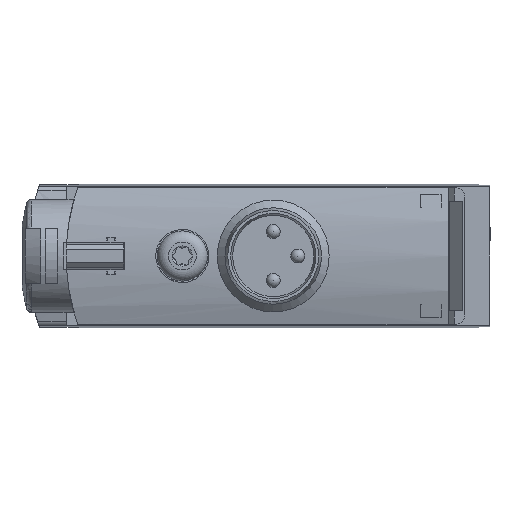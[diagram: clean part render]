
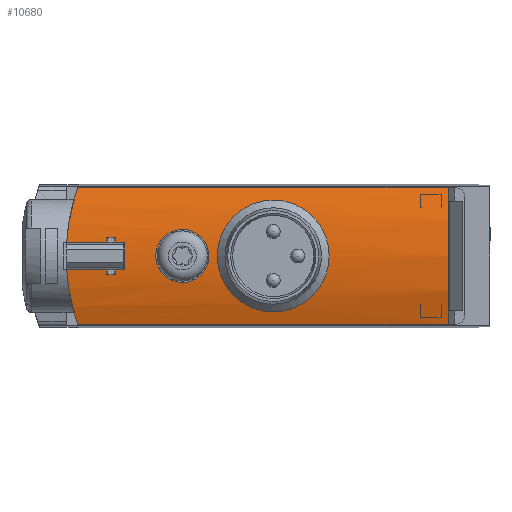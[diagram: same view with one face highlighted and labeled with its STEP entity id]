
A CAD part, left-side view. The second image highlights one B-rep face of the part: STEP entity #10680.
In plain terms, the highlighted cylindrical face has radius 15 mm (diameter 30 mm), a partial arc.
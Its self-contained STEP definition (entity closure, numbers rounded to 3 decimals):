
#518=B_SPLINE_CURVE_WITH_KNOTS('',3,(#18692,#18693,#18694,#18695,#18696,
#18697,#18698,#18699,#18700,#18701,#18702),.UNSPECIFIED.,.T.,.F.,(1,1,1,
1,1,1,1,1,1,1,1,1,1,1,1),(-0.004,-0.003,-0.001,
0.,0.001,0.003,0.004,0.006,
0.007,0.009,0.01,0.012,
0.013,0.015,0.016),.UNSPECIFIED.);
#519=B_SPLINE_CURVE_WITH_KNOTS('',3,(#18736,#18737,#18738,#18739,#18740,
#18741,#18742,#18743,#18744,#18745,#18746),.UNSPECIFIED.,.T.,.F.,(1,1,1,
1,1,1,1,1,1,1,1,1,1,1,1),(-0.008,-0.006,-0.003,
0.,0.003,0.006,0.008,0.011,
0.014,0.017,0.02,0.023,
0.025,0.028,0.031),.UNSPECIFIED.);
#566=ELLIPSE('',#13123,21.213,15.);
#567=ELLIPSE('',#13129,21.213,15.);
#1260=LINE('',#18704,#2351);
#1261=LINE('',#18709,#2352);
#1262=LINE('',#18713,#2353);
#1263=LINE('',#18717,#2354);
#1264=LINE('',#18721,#2355);
#1265=LINE('',#18725,#2356);
#1266=LINE('',#18729,#2357);
#1267=LINE('',#18733,#2358);
#2351=VECTOR('',#15428,1000.);
#2352=VECTOR('',#15431,1000.);
#2353=VECTOR('',#15434,1000.);
#2354=VECTOR('',#15437,1000.);
#2355=VECTOR('',#15440,1000.);
#2356=VECTOR('',#15443,1000.);
#2357=VECTOR('',#15446,1000.);
#2358=VECTOR('',#15449,1000.);
#4686=ORIENTED_EDGE('',*,*,#6789,.F.);
#4687=ORIENTED_EDGE('',*,*,#6790,.F.);
#4688=ORIENTED_EDGE('',*,*,#6791,.T.);
#4689=ORIENTED_EDGE('',*,*,#6792,.T.);
#4690=ORIENTED_EDGE('',*,*,#6793,.T.);
#4691=ORIENTED_EDGE('',*,*,#6794,.T.);
#4692=ORIENTED_EDGE('',*,*,#6795,.T.);
#4693=ORIENTED_EDGE('',*,*,#6796,.T.);
#4694=ORIENTED_EDGE('',*,*,#6797,.T.);
#4695=ORIENTED_EDGE('',*,*,#6798,.T.);
#4696=ORIENTED_EDGE('',*,*,#6799,.T.);
#4697=ORIENTED_EDGE('',*,*,#6800,.T.);
#4698=ORIENTED_EDGE('',*,*,#6801,.T.);
#4699=ORIENTED_EDGE('',*,*,#6802,.T.);
#4700=ORIENTED_EDGE('',*,*,#6803,.T.);
#4701=ORIENTED_EDGE('',*,*,#6804,.T.);
#4702=ORIENTED_EDGE('',*,*,#6805,.T.);
#4703=ORIENTED_EDGE('',*,*,#6806,.F.);
#6789=EDGE_CURVE('',#8015,#8015,#518,.T.);
#6790=EDGE_CURVE('',#8016,#8017,#1260,.T.);
#6791=EDGE_CURVE('',#8016,#8018,#566,.T.);
#6792=EDGE_CURVE('',#8018,#8019,#1261,.T.);
#6793=EDGE_CURVE('',#8019,#8020,#8620,.F.);
#6794=EDGE_CURVE('',#8020,#8021,#1262,.T.);
#6795=EDGE_CURVE('',#8021,#8022,#8621,.F.);
#6796=EDGE_CURVE('',#8022,#8023,#1263,.T.);
#6797=EDGE_CURVE('',#8023,#8024,#8622,.F.);
#6798=EDGE_CURVE('',#8024,#8025,#1264,.F.);
#6799=EDGE_CURVE('',#8025,#8026,#8623,.F.);
#6800=EDGE_CURVE('',#8026,#8027,#1265,.F.);
#6801=EDGE_CURVE('',#8027,#8028,#8624,.F.);
#6802=EDGE_CURVE('',#8028,#8029,#1266,.F.);
#6803=EDGE_CURVE('',#8029,#8030,#567,.T.);
#6804=EDGE_CURVE('',#8030,#8031,#1267,.T.);
#6805=EDGE_CURVE('',#8031,#8017,#8625,.T.);
#6806=EDGE_CURVE('',#8032,#8032,#519,.T.);
#8015=VERTEX_POINT('',#18703);
#8016=VERTEX_POINT('',#18705);
#8017=VERTEX_POINT('',#18706);
#8018=VERTEX_POINT('',#18708);
#8019=VERTEX_POINT('',#18710);
#8020=VERTEX_POINT('',#18712);
#8021=VERTEX_POINT('',#18714);
#8022=VERTEX_POINT('',#18716);
#8023=VERTEX_POINT('',#18718);
#8024=VERTEX_POINT('',#18720);
#8025=VERTEX_POINT('',#18722);
#8026=VERTEX_POINT('',#18724);
#8027=VERTEX_POINT('',#18726);
#8028=VERTEX_POINT('',#18728);
#8029=VERTEX_POINT('',#18730);
#8030=VERTEX_POINT('',#18732);
#8031=VERTEX_POINT('',#18734);
#8032=VERTEX_POINT('',#18747);
#8620=CIRCLE('',#13124,15.);
#8621=CIRCLE('',#13125,15.);
#8622=CIRCLE('',#13126,15.);
#8623=CIRCLE('',#13127,15.);
#8624=CIRCLE('',#13128,15.);
#8625=CIRCLE('',#13130,15.);
#9202=EDGE_LOOP('',(#4686));
#9203=EDGE_LOOP('',(#4687,#4688,#4689,#4690,#4691,#4692,#4693,#4694,#4695,
#4696,#4697,#4698,#4699,#4700,#4701,#4702));
#9204=EDGE_LOOP('',(#4703));
#9909=FACE_BOUND('',#9202,.T.);
#9910=FACE_BOUND('',#9203,.T.);
#9911=FACE_BOUND('',#9204,.T.);
#10247=CYLINDRICAL_SURFACE('',#13122,15.);
#10680=ADVANCED_FACE('',(#9909,#9910,#9911),#10247,.T.);
#13122=AXIS2_PLACEMENT_3D('',#18691,#15426,#15427);
#13123=AXIS2_PLACEMENT_3D('',#18707,#15429,#15430);
#13124=AXIS2_PLACEMENT_3D('',#18711,#15432,#15433);
#13125=AXIS2_PLACEMENT_3D('',#18715,#15435,#15436);
#13126=AXIS2_PLACEMENT_3D('',#18719,#15438,#15439);
#13127=AXIS2_PLACEMENT_3D('',#18723,#15441,#15442);
#13128=AXIS2_PLACEMENT_3D('',#18727,#15444,#15445);
#13129=AXIS2_PLACEMENT_3D('',#18731,#15447,#15448);
#13130=AXIS2_PLACEMENT_3D('',#18735,#15450,#15451);
#15426=DIRECTION('',(0.,-1.,0.));
#15427=DIRECTION('',(0.,0.,-1.));
#15428=DIRECTION('',(0.,-1.,0.));
#15429=DIRECTION('',(0.707,-0.707,0.));
#15430=DIRECTION('',(-0.707,-0.707,0.));
#15431=DIRECTION('',(0.,-1.,0.));
#15432=DIRECTION('',(0.,-1.,0.));
#15433=DIRECTION('',(0.,0.,-1.));
#15434=DIRECTION('',(0.,-1.,0.));
#15435=DIRECTION('',(0.,1.,0.));
#15436=DIRECTION('',(0.,0.,1.));
#15437=DIRECTION('',(0.,-1.,0.));
#15438=DIRECTION('',(0.,1.,0.));
#15439=DIRECTION('',(0.,0.,1.));
#15440=DIRECTION('',(0.,-1.,0.));
#15441=DIRECTION('',(0.,1.,0.));
#15442=DIRECTION('',(0.,0.,1.));
#15443=DIRECTION('',(0.,-1.,0.));
#15444=DIRECTION('',(0.,-1.,0.));
#15445=DIRECTION('',(0.,0.,-1.));
#15446=DIRECTION('',(0.,-1.,0.));
#15447=DIRECTION('',(0.707,-0.707,0.));
#15448=DIRECTION('',(-0.707,-0.707,0.));
#15449=DIRECTION('',(0.,-1.,0.));
#15450=DIRECTION('',(0.,1.,0.));
#15451=DIRECTION('',(1.,0.,0.));
#18691=CARTESIAN_POINT('',(-5.1,27.5,0.));
#18692=CARTESIAN_POINT('',(9.84,17.509,-1.488));
#18693=CARTESIAN_POINT('',(9.749,19.,-2.106));
#18694=CARTESIAN_POINT('',(9.84,20.489,-1.488));
#18695=CARTESIAN_POINT('',(9.93,21.105,-0.002));
#18696=CARTESIAN_POINT('',(9.84,20.49,1.489));
#18697=CARTESIAN_POINT('',(9.749,19.,2.105));
#18698=CARTESIAN_POINT('',(9.84,17.513,1.49));
#18699=CARTESIAN_POINT('',(9.93,16.894,0.002));
#18700=CARTESIAN_POINT('',(9.84,17.509,-1.488));
#18701=CARTESIAN_POINT('',(9.749,19.,-2.106));
#18702=CARTESIAN_POINT('',(9.84,20.489,-1.488));
#18703=CARTESIAN_POINT('',(9.779,19.,-1.9));
#18704=CARTESIAN_POINT('',(9.077,27.5,-4.9));
#18705=CARTESIAN_POINT('',(9.077,26.477,-4.9));
#18706=CARTESIAN_POINT('',(9.077,0.,-4.9));
#18707=CARTESIAN_POINT('',(-5.1,12.3,0.));
#18708=CARTESIAN_POINT('',(9.867,27.267,-1.));
#18709=CARTESIAN_POINT('',(9.867,27.5,-1.));
#18710=CARTESIAN_POINT('',(9.867,24.4,-1.));
#18711=CARTESIAN_POINT('',(-5.1,24.4,0.));
#18712=CARTESIAN_POINT('',(9.839,24.4,-1.35));
#18713=CARTESIAN_POINT('',(9.839,27.5,-1.35));
#18714=CARTESIAN_POINT('',(9.839,23.8,-1.35));
#18715=CARTESIAN_POINT('',(-5.1,23.8,0.));
#18716=CARTESIAN_POINT('',(9.867,23.8,-1.));
#18717=CARTESIAN_POINT('',(9.867,27.5,-1.));
#18718=CARTESIAN_POINT('',(9.867,23.1,-1.));
#18719=CARTESIAN_POINT('',(-5.1,23.1,0.));
#18720=CARTESIAN_POINT('',(9.867,23.1,1.));
#18721=CARTESIAN_POINT('',(9.867,27.5,1.));
#18722=CARTESIAN_POINT('',(9.867,23.8,1.));
#18723=CARTESIAN_POINT('',(-5.1,23.8,0.));
#18724=CARTESIAN_POINT('',(9.839,23.8,1.35));
#18725=CARTESIAN_POINT('',(9.839,27.5,1.35));
#18726=CARTESIAN_POINT('',(9.839,24.4,1.35));
#18727=CARTESIAN_POINT('',(-5.1,24.4,0.));
#18728=CARTESIAN_POINT('',(9.867,24.4,1.));
#18729=CARTESIAN_POINT('',(9.867,27.5,1.));
#18730=CARTESIAN_POINT('',(9.867,27.267,1.));
#18731=CARTESIAN_POINT('',(-5.1,12.3,0.));
#18732=CARTESIAN_POINT('',(9.077,26.477,4.9));
#18733=CARTESIAN_POINT('',(9.077,27.5,4.9));
#18734=CARTESIAN_POINT('',(9.077,0.,4.9));
#18735=CARTESIAN_POINT('',(-5.1,0.,0.));
#18736=CARTESIAN_POINT('',(9.684,15.324,2.819));
#18737=CARTESIAN_POINT('',(9.35,12.499,3.99));
#18738=CARTESIAN_POINT('',(9.684,9.679,2.819));
#18739=CARTESIAN_POINT('',(10.008,8.511,0.004));
#18740=CARTESIAN_POINT('',(9.684,9.679,-2.822));
#18741=CARTESIAN_POINT('',(9.351,12.498,-3.988));
#18742=CARTESIAN_POINT('',(9.683,15.318,-2.824));
#18743=CARTESIAN_POINT('',(10.008,16.49,-0.002));
#18744=CARTESIAN_POINT('',(9.684,15.324,2.819));
#18745=CARTESIAN_POINT('',(9.35,12.499,3.99));
#18746=CARTESIAN_POINT('',(9.684,9.679,2.819));
#18747=CARTESIAN_POINT('',(9.462,12.5,3.6));
